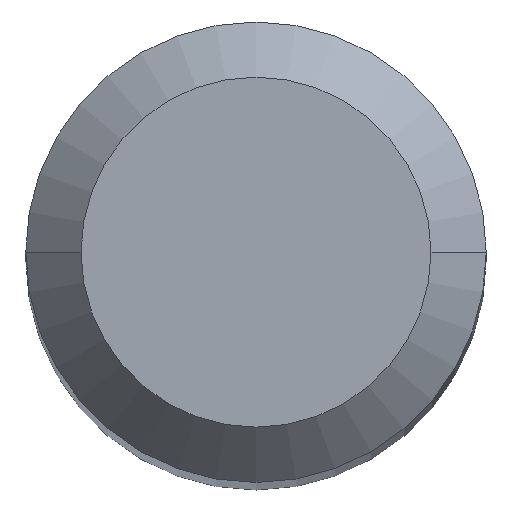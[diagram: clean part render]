
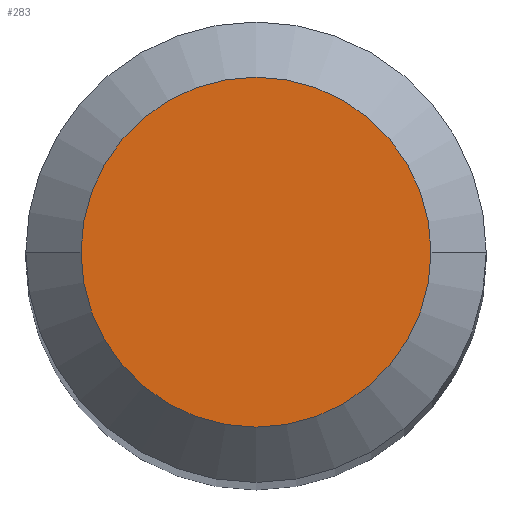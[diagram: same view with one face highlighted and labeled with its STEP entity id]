
A CAD part, top view. The second image highlights one B-rep face of the part: STEP entity #283.
In plain terms, the highlighted planar face has unit normal (0, 0, 1).
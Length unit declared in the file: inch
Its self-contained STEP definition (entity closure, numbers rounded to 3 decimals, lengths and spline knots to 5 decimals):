
#25 = DIRECTION ( 'NONE',  ( 1., 0., 0. ) ) ;
#28 = EDGE_LOOP ( 'NONE', ( #202, #180 ) ) ;
#42 = AXIS2_PLACEMENT_3D ( 'NONE', #164, #217, #25 ) ;
#47 = FACE_OUTER_BOUND ( 'NONE', #28, .T. ) ;
#51 = CARTESIAN_POINT ( 'NONE',  ( 0., 0., 1.5 ) ) ;
#58 = DIRECTION ( 'NONE',  ( 0., 0., 1. ) ) ;
#70 = AXIS2_PLACEMENT_3D ( 'NONE', #105, #115, #153 ) ;
#94 = CIRCLE ( 'NONE', #42, 0.0475 ) ;
#97 = VERTEX_POINT ( 'NONE', #288 ) ;
#98 = VERTEX_POINT ( 'NONE', #262 ) ;
#105 = CARTESIAN_POINT ( 'NONE',  ( 0., 0., 1.5 ) ) ;
#115 = DIRECTION ( 'NONE',  ( 0., 0., 1. ) ) ;
#153 = DIRECTION ( 'NONE',  ( 1., 0., 0. ) ) ;
#158 = AXIS2_PLACEMENT_3D ( 'NONE', #51, #58, #210 ) ;
#164 = CARTESIAN_POINT ( 'NONE',  ( 0., 0., 1.5 ) ) ;
#179 = PLANE ( 'NONE',  #158 ) ;
#180 = ORIENTED_EDGE ( 'NONE', *, *, #290, .T. ) ;
#188 = CIRCLE ( 'NONE', #70, 0.0475 ) ;
#202 = ORIENTED_EDGE ( 'NONE', *, *, #208, .T. ) ;
#208 = EDGE_CURVE ( 'NONE', #98, #97, #188, .T. ) ;
#210 = DIRECTION ( 'NONE',  ( 1., 0., 0. ) ) ;
#217 = DIRECTION ( 'NONE',  ( 0., 0., 1. ) ) ;
#262 = CARTESIAN_POINT ( 'NONE',  ( -0.0475, 0., 1.5 ) ) ;
#283 = ADVANCED_FACE ( 'NONE', ( #47 ), #179, .T. ) ;
#288 = CARTESIAN_POINT ( 'NONE',  ( 0.0475, 0., 1.5 ) ) ;
#290 = EDGE_CURVE ( 'NONE', #97, #98, #94, .T. ) ;
